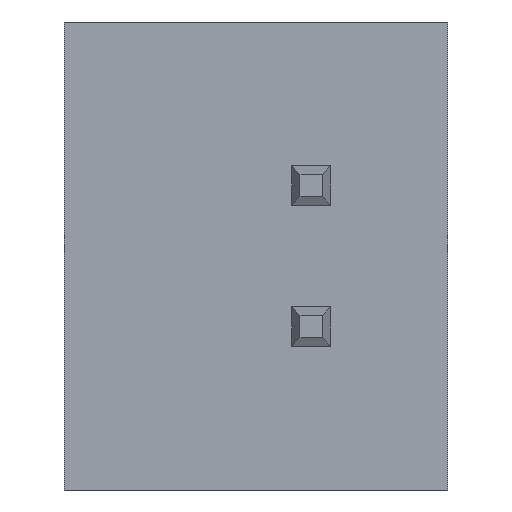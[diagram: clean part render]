
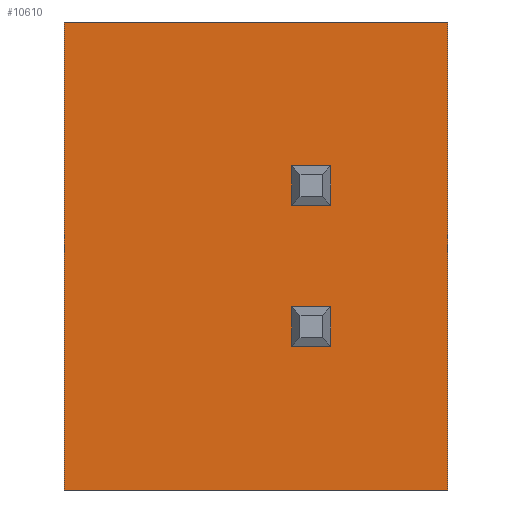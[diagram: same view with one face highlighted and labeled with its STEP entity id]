
A CAD part, front view. The second image highlights one B-rep face of the part: STEP entity #10610.
In plain terms, the highlighted planar face has unit normal (0, -1, 0).
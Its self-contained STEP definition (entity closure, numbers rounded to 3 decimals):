
#100=CARTESIAN_POINT('',(-0.202,-1.53,-16.425));
#110=VERTEX_POINT('',#100);
#280=CARTESIAN_POINT('',(0.148,-1.53,-16.425));
#290=VERTEX_POINT('',#280);
#320=CARTESIAN_POINT('',(0.,-1.53,-16.425));
#330=DIRECTION('',(1.,0.,0.));
#340=VECTOR('',#330,1.);
#350=LINE('',#320,#340);
#360=EDGE_CURVE('',#110,#290,#350,.T.);
#2530=CARTESIAN_POINT('',(0.,-1.53,-17.7));
#2540=DIRECTION('',(1.,0.,0.));
#2550=VECTOR('',#2540,1.);
#2560=LINE('',#2530,#2550);
#2570=CARTESIAN_POINT('',(-2.217,-1.53,-17.7));
#2580=VERTEX_POINT('',#2570);
#2590=CARTESIAN_POINT('',(1.183,-1.53,-17.7));
#2600=VERTEX_POINT('',#2590);
#2610=EDGE_CURVE('',#2580,#2600,#2560,.T.);
#3530=CARTESIAN_POINT('',(-2.217,-1.53,-13.55));
#3540=VERTEX_POINT('',#3530);
#3570=CARTESIAN_POINT('',(-2.217,-1.53,-15.625));
#3580=DIRECTION('',(0.,0.,-1.));
#3590=VECTOR('',#3580,1.);
#3600=LINE('',#3570,#3590);
#3610=EDGE_CURVE('',#3540,#2580,#3600,.T.);
#3980=CARTESIAN_POINT('',(1.183,-1.53,-13.55));
#3990=VERTEX_POINT('',#3980);
#4110=CARTESIAN_POINT('',(1.183,-1.53,-31.875));
#4120=DIRECTION('',(0.,0.,1.));
#4130=VECTOR('',#4120,1.);
#4140=LINE('',#4110,#4130);
#4150=EDGE_CURVE('',#2600,#3990,#4140,.T.);
#8690=CARTESIAN_POINT('',(0.148,-1.53,-16.075));
#8700=VERTEX_POINT('',#8690);
#8730=CARTESIAN_POINT('',(0.148,-1.53,8.125));
#8740=DIRECTION('',(0.,0.,1.));
#8750=VECTOR('',#8740,1.);
#8760=LINE('',#8730,#8750);
#8770=EDGE_CURVE('',#290,#8700,#8760,.T.);
#8980=CARTESIAN_POINT('',(-0.202,-1.53,-16.075));
#8990=VERTEX_POINT('',#8980);
#9020=CARTESIAN_POINT('',(0.,-1.53,-16.075));
#9030=DIRECTION('',(1.,0.,0.));
#9040=VECTOR('',#9030,1.);
#9050=LINE('',#9020,#9040);
#9060=EDGE_CURVE('',#8990,#8700,#9050,.T.);
#9950=CARTESIAN_POINT('',(-0.202,-1.53,8.125));
#9960=DIRECTION('',(0.,0.,-1.));
#9970=VECTOR('',#9960,1.);
#9980=LINE('',#9950,#9970);
#9990=EDGE_CURVE('',#8990,#110,#9980,.T.);
#10050=CARTESIAN_POINT('',(0.5,-1.53,-24.724
));
#10060=DIRECTION('',(0.,1.,0.));
#10070=DIRECTION('',(1.,0.,0.));
#10080=AXIS2_PLACEMENT_3D('',#10050,#10060,#10070);
#10090=PLANE('',#10080);
#10100=ORIENTED_EDGE('',*,*,#2610,.T.);
#10110=ORIENTED_EDGE('',*,*,#3610,.T.);
#10120=CARTESIAN_POINT('',(0.,-1.53,-13.55));
#10130=DIRECTION('',(1.,0.,0.));
#10140=VECTOR('',#10130,1.);
#10150=LINE('',#10120,#10140);
#10160=EDGE_CURVE('',#3540,#3990,#10150,.T.);
#10170=ORIENTED_EDGE('',*,*,#10160,.F.);
#10180=ORIENTED_EDGE('',*,*,#4150,.T.);
#10190=EDGE_LOOP('',(#10180,#10170,#10110,#10100));
#10200=FACE_OUTER_BOUND('',#10190,.T.);
#10210=CARTESIAN_POINT('',(0.,-1.53,-14.825));
#10220=DIRECTION('',(1.,0.,0.));
#10230=VECTOR('',#10220,1.);
#10240=LINE('',#10210,#10230);
#10250=CARTESIAN_POINT('',(-0.202,-1.53,-14.825));
#10260=VERTEX_POINT('',#10250);
#10270=CARTESIAN_POINT('',(0.148,-1.53,-14.825));
#10280=VERTEX_POINT('',#10270);
#10290=EDGE_CURVE('',#10260,#10280,#10240,.T.);
#10300=ORIENTED_EDGE('',*,*,#10290,.T.);
#10310=CARTESIAN_POINT('',(-0.202,-1.53,-8.125));
#10320=DIRECTION('',(0.,0.,-1.));
#10330=VECTOR('',#10320,1.);
#10340=LINE('',#10310,#10330);
#10350=CARTESIAN_POINT('',(-0.202,-1.53,-15.175));
#10360=VERTEX_POINT('',#10350);
#10370=EDGE_CURVE('',#10260,#10360,#10340,.T.);
#10380=ORIENTED_EDGE('',*,*,#10370,.F.);
#10390=CARTESIAN_POINT('',(0.,-1.53,-15.175));
#10400=DIRECTION('',(1.,0.,0.));
#10410=VECTOR('',#10400,1.);
#10420=LINE('',#10390,#10410);
#10430=CARTESIAN_POINT('',(0.148,-1.53,-15.175));
#10440=VERTEX_POINT('',#10430);
#10450=EDGE_CURVE('',#10360,#10440,#10420,.T.);
#10460=ORIENTED_EDGE('',*,*,#10450,.F.);
#10470=CARTESIAN_POINT('',(0.148,-1.53,-8.125));
#10480=DIRECTION('',(0.,0.,1.));
#10490=VECTOR('',#10480,1.);
#10500=LINE('',#10470,#10490);
#10510=EDGE_CURVE('',#10440,#10280,#10500,.T.);
#10520=ORIENTED_EDGE('',*,*,#10510,.F.);
#10530=EDGE_LOOP('',(#10520,#10460,#10380,#10300));
#10540=FACE_BOUND('',#10530,.T.);
#10550=ORIENTED_EDGE('',*,*,#360,.F.);
#10560=ORIENTED_EDGE('',*,*,#8770,.F.);
#10570=ORIENTED_EDGE('',*,*,#9060,.T.);
#10580=ORIENTED_EDGE('',*,*,#9990,.F.);
#10590=EDGE_LOOP('',(#10580,#10570,#10560,#10550));
#10600=FACE_BOUND('',#10590,.T.);
#10610=ADVANCED_FACE('',(#10200,#10540,#10600),#10090,.F.);
